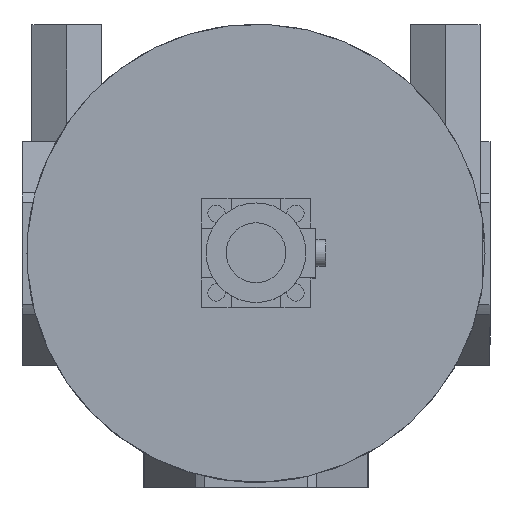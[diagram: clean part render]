
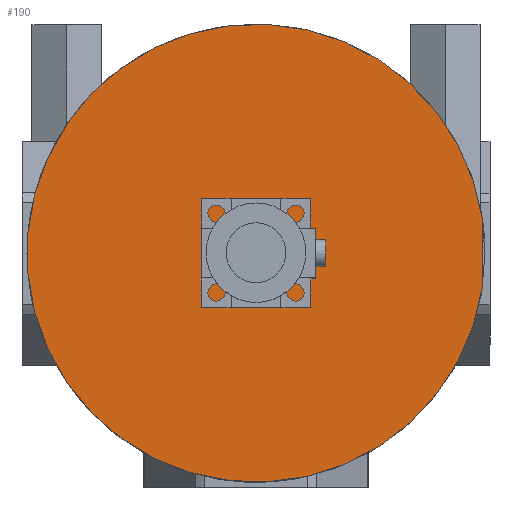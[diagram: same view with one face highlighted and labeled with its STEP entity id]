
A CAD part, top view. The second image highlights one B-rep face of the part: STEP entity #190.
In plain terms, the highlighted face is planar.
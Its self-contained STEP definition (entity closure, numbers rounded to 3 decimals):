
#122=CARTESIAN_POINT('',(45.5,103.0,-6.764));
#123=VERTEX_POINT('',#122);
#130=CARTESIAN_POINT('',(45.5,103.0,6.764));
#131=VERTEX_POINT('',#130);
#132=CARTESIAN_POINT('',(45.5,103.0,6.764));
#133=DIRECTION('',(0.0,0.0,-1.0));
#134=VECTOR('',#133,13.527);
#135=LINE('',#132,#134);
#136=EDGE_CURVE('',#131,#123,#135,.T.);
#161=CARTESIAN_POINT('',(0.0,103.0,0.0));
#162=DIRECTION('',(0.0,-1.0,0.0));
#163=DIRECTION('',(1.0,0.0,0.0));
#164=AXIS2_PLACEMENT_3D('',#161,#162,#163);
#165=CIRCLE('',#164,46.);
#166=EDGE_CURVE('',#131,#123,#165,.T.);
#181=CARTESIAN_POINT('',(23.,103.0,0.0));
#182=DIRECTION('',(0.0,1.0,0.0));
#183=DIRECTION('',(0.0,0.0,1.0));
#184=AXIS2_PLACEMENT_3D('',#181,#182,#183);
#185=PLANE('',#184);
#186=ORIENTED_EDGE('',*,*,#136,.T.);
#187=ORIENTED_EDGE('',*,*,#166,.F.);
#188=EDGE_LOOP('',(#186,#187));
#189=FACE_OUTER_BOUND('',#188,.T.);
#190=ADVANCED_FACE('',(#189),#185,.T.);
